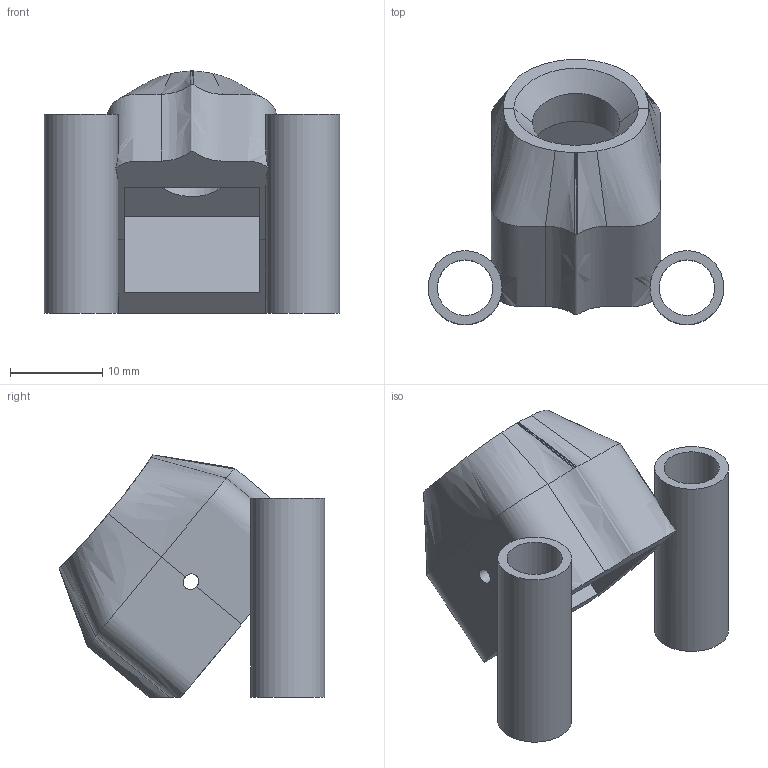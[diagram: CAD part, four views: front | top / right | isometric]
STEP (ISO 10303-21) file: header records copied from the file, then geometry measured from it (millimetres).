
FILE_DESCRIPTION(/* description */ (''),/* implementation_level */ '2;1');
FILE_NAME(/* name */ 'Cub1 - CameraCaddxAnt_50',/* time_stamp */ '2025-05-12T13:59:45+02:00',/* author */ (''),/* organization */ (''),/* preprocessor_version */ 'ST-DEVELOPER v19.2',/* originating_system */ 'Rhino 8.10',/* authorisation */ '');
FILE_SCHEMA (('CONFIG_CONTROL_DESIGN'));
Length unit declared in the file: millimetre
Products named in the file (1): Document
Bounding box: 32 x 28.75 x 26.2 mm (x, y, z)
Volume: 4407.7 mm3; surface area: 4661.7 mm2
Topology: 1 solids, 1 shells, 51 faces, 135 edges, 84 vertices
Faces by surface type: bspline 22, cylinder 16, plane 13
Full cylindrical faces by diameter (mm): 6 x2, 8 x2
Entity records: 7176 total; most frequent: CARTESIAN_POINT 6144, ORIENTED_EDGE 270, EDGE_CURVE 135, B_SPLINE_CURVE_WITH_KNOTS 107, VERTEX_POINT 84, DIRECTION 63, EDGE_LOOP 59, ADVANCED_FACE 51
